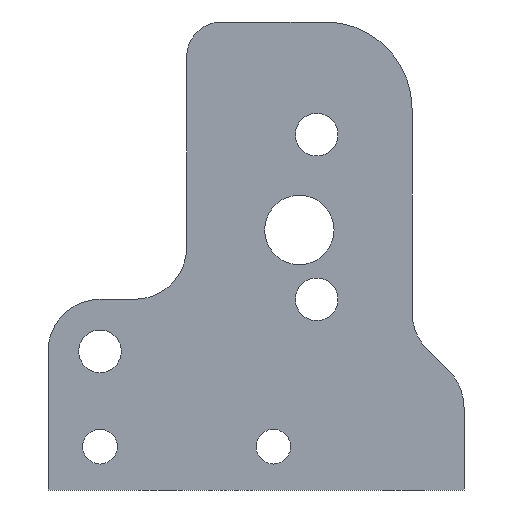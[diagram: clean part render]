
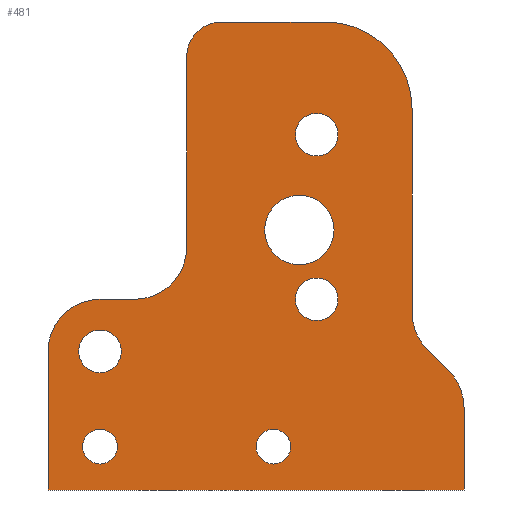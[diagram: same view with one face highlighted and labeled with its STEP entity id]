
A CAD part, left-side view. The second image highlights one B-rep face of the part: STEP entity #481.
In plain terms, the highlighted planar face has unit normal (-1, 0, 0).
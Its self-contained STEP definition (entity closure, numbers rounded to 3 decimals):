
#17=FACE_BOUND('',#70,.T.);
#18=FACE_BOUND('',#71,.T.);
#19=FACE_BOUND('',#72,.T.);
#20=FACE_BOUND('',#73,.T.);
#21=FACE_BOUND('',#74,.T.);
#22=FACE_BOUND('',#75,.T.);
#32=PLANE('',#526);
#43=FACE_OUTER_BOUND('',#69,.T.);
#69=EDGE_LOOP('',(#337,#338,#339,#340,#341,#342,#343,#344,#345,#346,#347,
#348,#349,#350));
#70=EDGE_LOOP('',(#351));
#71=EDGE_LOOP('',(#352));
#72=EDGE_LOOP('',(#353));
#73=EDGE_LOOP('',(#354));
#74=EDGE_LOOP('',(#355));
#75=EDGE_LOOP('',(#356));
#109=LINE('',#738,#149);
#112=LINE('',#744,#152);
#113=LINE('',#748,#153);
#114=LINE('',#752,#154);
#115=LINE('',#754,#155);
#116=LINE('',#756,#156);
#117=LINE('',#760,#157);
#118=LINE('',#764,#158);
#149=VECTOR('',#588,10.);
#152=VECTOR('',#593,10.);
#153=VECTOR('',#596,10.);
#154=VECTOR('',#599,10.);
#155=VECTOR('',#600,10.);
#156=VECTOR('',#601,10.);
#157=VECTOR('',#604,10.);
#158=VECTOR('',#607,10.);
#188=CIRCLE('',#524,2.);
#189=CIRCLE('',#527,3.);
#190=CIRCLE('',#528,3.);
#191=CIRCLE('',#529,3.);
#192=CIRCLE('',#530,3.);
#193=CIRCLE('',#531,5.);
#194=CIRCLE('',#532,1.);
#195=CIRCLE('',#533,1.);
#196=CIRCLE('',#534,2.);
#197=CIRCLE('',#535,1.23);
#198=CIRCLE('',#536,1.23);
#199=CIRCLE('',#537,1.23);
#217=VERTEX_POINT('',#731);
#218=VERTEX_POINT('',#733);
#219=VERTEX_POINT('',#737);
#221=VERTEX_POINT('',#743);
#222=VERTEX_POINT('',#745);
#223=VERTEX_POINT('',#747);
#224=VERTEX_POINT('',#749);
#225=VERTEX_POINT('',#751);
#226=VERTEX_POINT('',#753);
#227=VERTEX_POINT('',#755);
#228=VERTEX_POINT('',#757);
#229=VERTEX_POINT('',#759);
#230=VERTEX_POINT('',#761);
#231=VERTEX_POINT('',#763);
#232=VERTEX_POINT('',#766);
#233=VERTEX_POINT('',#768);
#234=VERTEX_POINT('',#770);
#235=VERTEX_POINT('',#772);
#236=VERTEX_POINT('',#774);
#237=VERTEX_POINT('',#776);
#263=EDGE_CURVE('',#217,#218,#188,.T.);
#265=EDGE_CURVE('',#219,#218,#109,.T.);
#268=EDGE_CURVE('',#217,#221,#112,.T.);
#269=EDGE_CURVE('',#222,#221,#189,.T.);
#270=EDGE_CURVE('',#222,#223,#113,.T.);
#271=EDGE_CURVE('',#224,#223,#190,.T.);
#272=EDGE_CURVE('',#224,#225,#114,.T.);
#273=EDGE_CURVE('',#225,#226,#115,.T.);
#274=EDGE_CURVE('',#226,#227,#116,.T.);
#275=EDGE_CURVE('',#228,#227,#191,.T.);
#276=EDGE_CURVE('',#228,#229,#117,.T.);
#277=EDGE_CURVE('',#230,#229,#192,.T.);
#278=EDGE_CURVE('',#230,#231,#118,.T.);
#279=EDGE_CURVE('',#219,#231,#193,.T.);
#280=EDGE_CURVE('',#232,#232,#194,.T.);
#281=EDGE_CURVE('',#233,#233,#195,.T.);
#282=EDGE_CURVE('',#234,#234,#196,.T.);
#283=EDGE_CURVE('',#235,#235,#197,.T.);
#284=EDGE_CURVE('',#236,#236,#198,.T.);
#285=EDGE_CURVE('',#237,#237,#199,.T.);
#337=ORIENTED_EDGE('',*,*,#263,.F.);
#338=ORIENTED_EDGE('',*,*,#268,.T.);
#339=ORIENTED_EDGE('',*,*,#269,.F.);
#340=ORIENTED_EDGE('',*,*,#270,.T.);
#341=ORIENTED_EDGE('',*,*,#271,.F.);
#342=ORIENTED_EDGE('',*,*,#272,.T.);
#343=ORIENTED_EDGE('',*,*,#273,.T.);
#344=ORIENTED_EDGE('',*,*,#274,.T.);
#345=ORIENTED_EDGE('',*,*,#275,.F.);
#346=ORIENTED_EDGE('',*,*,#276,.T.);
#347=ORIENTED_EDGE('',*,*,#277,.F.);
#348=ORIENTED_EDGE('',*,*,#278,.T.);
#349=ORIENTED_EDGE('',*,*,#279,.F.);
#350=ORIENTED_EDGE('',*,*,#265,.T.);
#351=ORIENTED_EDGE('',*,*,#280,.T.);
#352=ORIENTED_EDGE('',*,*,#281,.T.);
#353=ORIENTED_EDGE('',*,*,#282,.T.);
#354=ORIENTED_EDGE('',*,*,#283,.T.);
#355=ORIENTED_EDGE('',*,*,#284,.T.);
#356=ORIENTED_EDGE('',*,*,#285,.T.);
#481=ADVANCED_FACE('',(#43,#17,#18,#19,#20,#21,#22),#32,.T.);
#524=AXIS2_PLACEMENT_3D('',#734,#583,#584);
#526=AXIS2_PLACEMENT_3D('',#742,#591,#592);
#527=AXIS2_PLACEMENT_3D('',#746,#594,#595);
#528=AXIS2_PLACEMENT_3D('',#750,#597,#598);
#529=AXIS2_PLACEMENT_3D('',#758,#602,#603);
#530=AXIS2_PLACEMENT_3D('',#762,#605,#606);
#531=AXIS2_PLACEMENT_3D('',#765,#608,#609);
#532=AXIS2_PLACEMENT_3D('',#767,#610,#611);
#533=AXIS2_PLACEMENT_3D('',#769,#612,#613);
#534=AXIS2_PLACEMENT_3D('',#771,#614,#615);
#535=AXIS2_PLACEMENT_3D('',#773,#616,#617);
#536=AXIS2_PLACEMENT_3D('',#775,#618,#619);
#537=AXIS2_PLACEMENT_3D('',#777,#620,#621);
#583=DIRECTION('center_axis',(1.,0.,0.));
#584=DIRECTION('ref_axis',(0.,0.707,0.707));
#588=DIRECTION('',(0.,1.,0.));
#591=DIRECTION('center_axis',(-1.,0.,0.));
#592=DIRECTION('ref_axis',(0.,0.,1.));
#593=DIRECTION('',(0.,0.,-1.));
#594=DIRECTION('center_axis',(-1.,0.,0.));
#595=DIRECTION('ref_axis',(0.,-0.707,-0.707));
#596=DIRECTION('',(0.,1.,0.));
#597=DIRECTION('center_axis',(1.,0.,0.));
#598=DIRECTION('ref_axis',(0.,0.707,0.707));
#599=DIRECTION('',(0.,0.,-1.));
#600=DIRECTION('',(0.,-1.,0.));
#601=DIRECTION('',(0.,0.,1.));
#602=DIRECTION('center_axis',(1.,0.,0.));
#603=DIRECTION('ref_axis',(0.,-0.924,0.383));
#604=DIRECTION('',(0.,0.707,0.707));
#605=DIRECTION('center_axis',(-1.,0.,0.));
#606=DIRECTION('ref_axis',(0.,0.924,-0.383));
#607=DIRECTION('',(0.,0.,1.));
#608=DIRECTION('center_axis',(1.,0.,0.));
#609=DIRECTION('ref_axis',(0.,-0.707,0.707));
#610=DIRECTION('center_axis',(1.,0.,0.));
#611=DIRECTION('ref_axis',(0.,0.,1.));
#612=DIRECTION('center_axis',(1.,0.,0.));
#613=DIRECTION('ref_axis',(0.,0.,1.));
#614=DIRECTION('center_axis',(1.,0.,0.));
#615=DIRECTION('ref_axis',(0.,0.,1.));
#616=DIRECTION('center_axis',(1.,0.,0.));
#617=DIRECTION('ref_axis',(0.,0.,1.));
#618=DIRECTION('center_axis',(1.,0.,0.));
#619=DIRECTION('ref_axis',(0.,0.,1.));
#620=DIRECTION('center_axis',(1.,0.,0.));
#621=DIRECTION('ref_axis',(0.,0.,1.));
#731=CARTESIAN_POINT('',(-3.,22.,25.));
#733=CARTESIAN_POINT('',(-3.,20.,27.));
#734=CARTESIAN_POINT('Origin',(-3.,20.,25.));
#737=CARTESIAN_POINT('',(-3.,14.,27.));
#738=CARTESIAN_POINT('',(-3.,22.,27.));
#742=CARTESIAN_POINT('Origin',(-3.,18.,13.5));
#743=CARTESIAN_POINT('',(-3.,22.,14.));
#744=CARTESIAN_POINT('',(-3.,22.,11.));
#745=CARTESIAN_POINT('',(-3.,25.,11.));
#746=CARTESIAN_POINT('Origin',(-3.,25.,14.));
#747=CARTESIAN_POINT('',(-3.,27.,11.));
#748=CARTESIAN_POINT('',(-3.,30.,11.));
#749=CARTESIAN_POINT('',(-3.,30.,8.));
#750=CARTESIAN_POINT('Origin',(-3.,27.,8.));
#751=CARTESIAN_POINT('',(-3.,30.,0.));
#752=CARTESIAN_POINT('',(-3.,30.,0.));
#753=CARTESIAN_POINT('',(-3.,6.,0.));
#754=CARTESIAN_POINT('',(-3.,6.,0.));
#755=CARTESIAN_POINT('',(-3.,6.,4.757));
#756=CARTESIAN_POINT('',(-3.,6.,6.));
#757=CARTESIAN_POINT('',(-3.,6.879,6.879));
#758=CARTESIAN_POINT('Origin',(-3.,9.,4.757));
#759=CARTESIAN_POINT('',(-3.,8.121,8.121));
#760=CARTESIAN_POINT('',(-3.,9.,9.));
#761=CARTESIAN_POINT('',(-3.,9.,10.243));
#762=CARTESIAN_POINT('Origin',(-3.,6.,10.243));
#763=CARTESIAN_POINT('',(-3.,9.,22.));
#764=CARTESIAN_POINT('',(-3.,9.,27.));
#765=CARTESIAN_POINT('Origin',(-3.,14.,22.));
#766=CARTESIAN_POINT('',(-3.,27.,1.5));
#767=CARTESIAN_POINT('Origin',(-3.,27.,2.5));
#768=CARTESIAN_POINT('',(-3.,17.,1.5));
#769=CARTESIAN_POINT('Origin',(-3.,17.,2.5));
#770=CARTESIAN_POINT('',(-3.,15.5,13.));
#771=CARTESIAN_POINT('Origin',(-3.,15.5,15.));
#772=CARTESIAN_POINT('',(-3.,14.5,19.271));
#773=CARTESIAN_POINT('Origin',(-3.,14.5,20.5));
#774=CARTESIAN_POINT('',(-3.,14.5,9.771));
#775=CARTESIAN_POINT('Origin',(-3.,14.5,11.));
#776=CARTESIAN_POINT('',(-3.,27.,6.771));
#777=CARTESIAN_POINT('Origin',(-3.,27.,8.));
